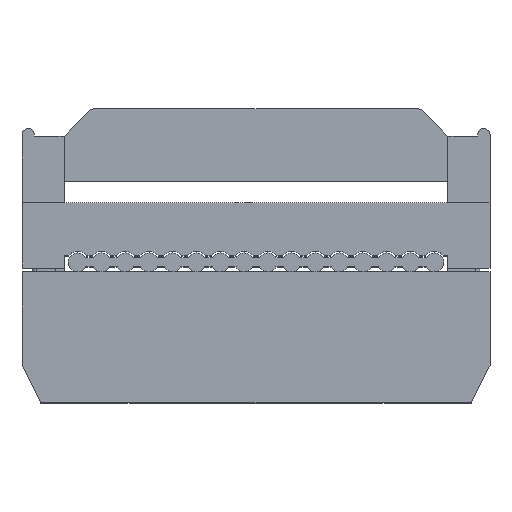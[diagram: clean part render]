
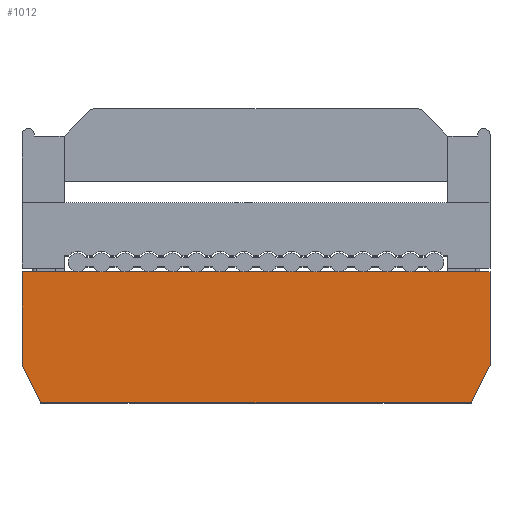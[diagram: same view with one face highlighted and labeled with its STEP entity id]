
A CAD part, top view. The second image highlights one B-rep face of the part: STEP entity #1012.
In plain terms, the highlighted planar face has unit normal (0, 0, 1).
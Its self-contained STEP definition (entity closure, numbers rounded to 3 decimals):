
#263 = VERTEX_POINT('',#264);
#264 = CARTESIAN_POINT('',(-12.5,0.,3.));
#270 = EDGE_CURVE('',#271,#263,#273,.T.);
#271 = VERTEX_POINT('',#272);
#272 = CARTESIAN_POINT('',(12.5,0.,3.));
#273 = LINE('',#274,#275);
#274 = CARTESIAN_POINT('',(7.42,0.,3.));
#275 = VECTOR('',#276,1.);
#276 = DIRECTION('',(-1.,0.,0.));
#1012 = ADVANCED_FACE('',(#1013),#1054,.F.);
#1013 = FACE_BOUND('',#1014,.T.);
#1014 = EDGE_LOOP('',(#1015,#1025,#1033,#1039,#1040,#1048));
#1015 = ORIENTED_EDGE('',*,*,#1016,.F.);
#1016 = EDGE_CURVE('',#1017,#1019,#1021,.T.);
#1017 = VERTEX_POINT('',#1018);
#1018 = CARTESIAN_POINT('',(11.5,-7.,3.));
#1019 = VERTEX_POINT('',#1020);
#1020 = CARTESIAN_POINT('',(-11.5,-7.,3.));
#1021 = LINE('',#1022,#1023);
#1022 = CARTESIAN_POINT('',(7.42,-7.,3.));
#1023 = VECTOR('',#1024,1.);
#1024 = DIRECTION('',(-1.,0.,0.));
#1025 = ORIENTED_EDGE('',*,*,#1026,.F.);
#1026 = EDGE_CURVE('',#1027,#1017,#1029,.T.);
#1027 = VERTEX_POINT('',#1028);
#1028 = CARTESIAN_POINT('',(12.5,-5.,3.));
#1029 = LINE('',#1030,#1031);
#1030 = CARTESIAN_POINT('',(11.7,-6.6,3.));
#1031 = VECTOR('',#1032,1.);
#1032 = DIRECTION('',(-0.447,-0.894,0.));
#1033 = ORIENTED_EDGE('',*,*,#1034,.T.);
#1034 = EDGE_CURVE('',#1027,#271,#1035,.T.);
#1035 = LINE('',#1036,#1037);
#1036 = CARTESIAN_POINT('',(12.5,-7.,3.));
#1037 = VECTOR('',#1038,1.);
#1038 = DIRECTION('',(0.,1.,0.));
#1039 = ORIENTED_EDGE('',*,*,#270,.T.);
#1040 = ORIENTED_EDGE('',*,*,#1041,.F.);
#1041 = EDGE_CURVE('',#1042,#263,#1044,.T.);
#1042 = VERTEX_POINT('',#1043);
#1043 = CARTESIAN_POINT('',(-12.5,-5.,3.));
#1044 = LINE('',#1045,#1046);
#1045 = CARTESIAN_POINT('',(-12.5,-7.,3.));
#1046 = VECTOR('',#1047,1.);
#1047 = DIRECTION('',(0.,1.,0.));
#1048 = ORIENTED_EDGE('',*,*,#1049,.T.);
#1049 = EDGE_CURVE('',#1042,#1019,#1050,.T.);
#1050 = LINE('',#1051,#1052);
#1051 = CARTESIAN_POINT('',(-8.224,-13.552,3.));
#1052 = VECTOR('',#1053,1.);
#1053 = DIRECTION('',(0.447,-0.894,0.));
#1054 = PLANE('',#1055);
#1055 = AXIS2_PLACEMENT_3D('',#1056,#1057,#1058);
#1056 = CARTESIAN_POINT('',(7.42,-7.,3.));
#1057 = DIRECTION('',(0.,0.,-1.));
#1058 = DIRECTION('',(-1.,0.,0.));
